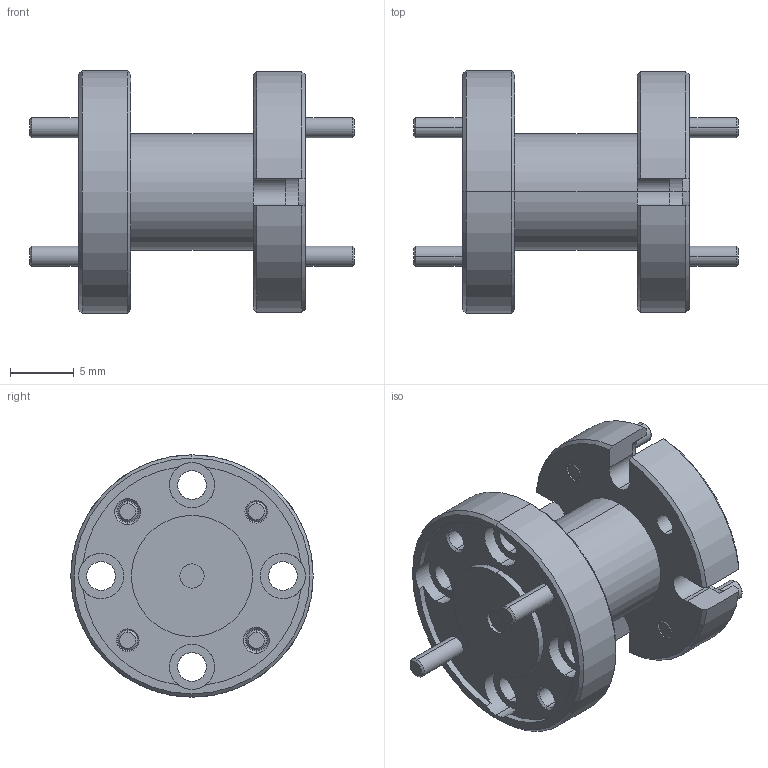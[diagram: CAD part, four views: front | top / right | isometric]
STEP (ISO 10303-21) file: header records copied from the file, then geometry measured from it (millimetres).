
FILE_DESCRIPTION (( 'STEP AP214' ), '1' );
FILE_NAME ('WT-DSC-065-075-A-C.STEP', '2023-01-05T00:47:38', ( '' ), ( '' ), 'SwSTEP 2.0', 'SolidWorks 2021', '' );
FILE_SCHEMA (( 'AUTOMOTIVE_DESIGN' ));
Length unit declared in the file: inch
Products named in the file (1): WT-DSC-065-075-A-C
Bounding box: 25.53 x 19.05 x 19.05 mm (x, y, z)
Volume: 2574.5 mm3; surface area: 2227.2 mm2
Topology: 5 solids, 5 shells, 167 faces, 414 edges, 264 vertices
Faces by surface type: cylinder 78, cone 44, plane 37, bspline 8
Entity records: 7541 total; most frequent: CARTESIAN_POINT 1190, DIRECTION 910, ORIENTED_EDGE 828, EDGE_CURVE 414, AXIS2_PLACEMENT_3D 368, VERTEX_POINT 264, CIRCLE 208, EDGE_LOOP 198
